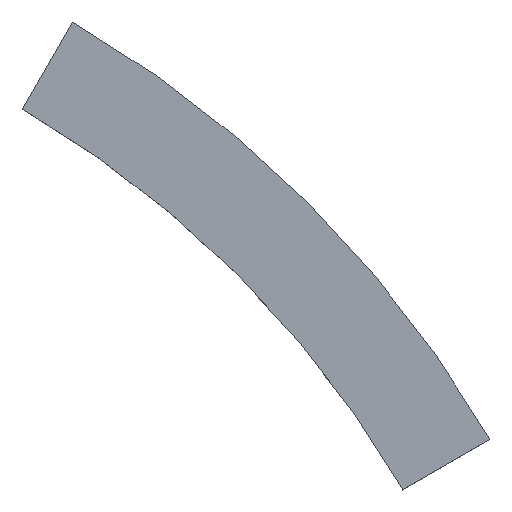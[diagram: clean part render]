
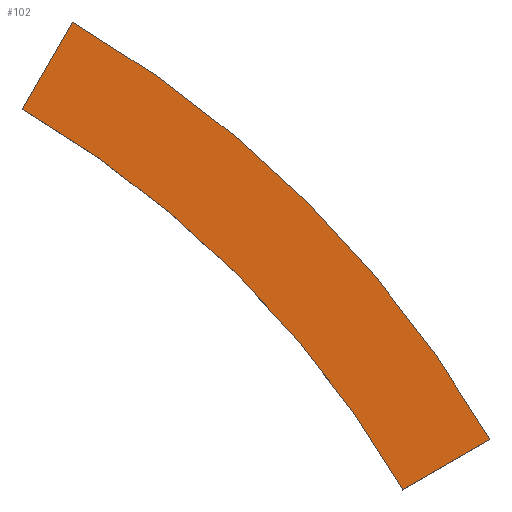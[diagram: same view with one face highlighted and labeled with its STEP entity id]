
A CAD part, top view. The second image highlights one B-rep face of the part: STEP entity #102.
In plain terms, the highlighted planar face has unit normal (0, 0, 1).
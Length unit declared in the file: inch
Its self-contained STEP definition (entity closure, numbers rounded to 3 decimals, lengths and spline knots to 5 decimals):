
#15=CIRCLE('',#120,93.5);
#18=CIRCLE('',#125,102.5);
#26=FACE_OUTER_BOUND('',#32,.T.);
#32=EDGE_LOOP('',(#89,#90,#91,#92));
#34=LINE('',#163,#42);
#38=LINE('',#172,#46);
#42=VECTOR('',#132,0.3937);
#46=VECTOR('',#138,0.3937);
#49=VERTEX_POINT('',#159);
#51=VERTEX_POINT('',#162);
#53=VERTEX_POINT('',#168);
#55=VERTEX_POINT('',#171);
#58=EDGE_CURVE('',#51,#49,#34,.T.);
#62=EDGE_CURVE('',#55,#53,#38,.T.);
#65=EDGE_CURVE('',#53,#51,#15,.T.);
#68=EDGE_CURVE('',#55,#49,#18,.T.);
#89=ORIENTED_EDGE('',*,*,#58,.T.);
#90=ORIENTED_EDGE('',*,*,#68,.F.);
#91=ORIENTED_EDGE('',*,*,#62,.T.);
#92=ORIENTED_EDGE('',*,*,#65,.T.);
#96=PLANE('',#126);
#102=ADVANCED_FACE('',(#26),#96,.T.);
#120=AXIS2_PLACEMENT_3D('',#177,#143,#144);
#125=AXIS2_PLACEMENT_3D('',#182,#153,#154);
#126=AXIS2_PLACEMENT_3D('',#183,#155,#156);
#132=DIRECTION('',(0.866,0.5,0.));
#138=DIRECTION('',(-0.5,-0.866,0.));
#143=DIRECTION('center_axis',(0.,0.,-1.));
#144=DIRECTION('ref_axis',(-1.,0.,0.));
#153=DIRECTION('center_axis',(0.,0.,-1.));
#154=DIRECTION('ref_axis',(-1.,0.,0.));
#155=DIRECTION('center_axis',(0.,0.,
1.));
#156=DIRECTION('ref_axis',(1.,0.,0.));
#159=CARTESIAN_POINT('',(-79.53166,1733.60523,13.64045));
#162=CARTESIAN_POINT('',(-87.3259,1729.10522,13.64045));
#163=CARTESIAN_POINT('',(-169.20586,1681.8318,13.64045));
#168=CARTESIAN_POINT('',(-121.37849,1763.15782,13.64045));
#171=CARTESIAN_POINT('',(-116.87848,1770.95205,13.64045));
#172=CARTESIAN_POINT('',(-152.75099,1708.81904,13.64045));
#177=CARTESIAN_POINT('Origin',(-168.2367,1682.24701,13.64045));
#182=CARTESIAN_POINT('Origin',(-168.2367,1682.24701,13.64045));
#183=CARTESIAN_POINT('Origin',(-270.7367,1682.24701,13.64045));
